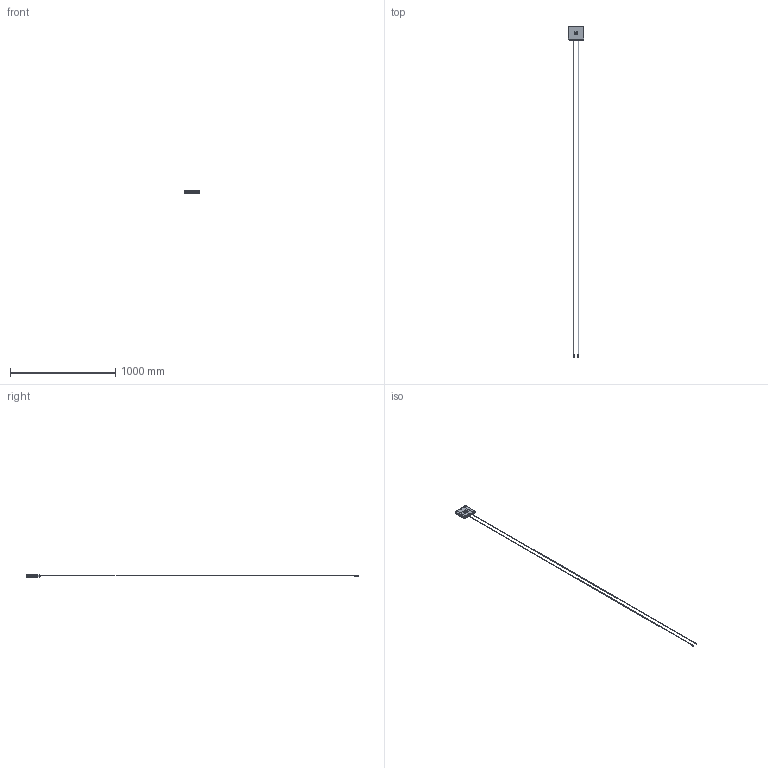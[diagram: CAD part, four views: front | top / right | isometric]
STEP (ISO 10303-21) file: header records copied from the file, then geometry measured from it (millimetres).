
FILE_DESCRIPTION (( 'STEP AP214' ), '1' );
FILE_NAME ('MA910.A.CG.001_web.STEP', '2022-03-14T15:29:14', ( '' ), ( '' ), 'SwSTEP 2.0', 'SolidWorks 2018', '' );
FILE_SCHEMA (( 'AUTOMOTIVE_DESIGN' ));
Length unit declared in the file: millimetre
Products named in the file (1): MA910.A.CG.001_web
Bounding box: 146.05 x 3149.45 x 20.11 mm (x, y, z)
Volume: 262231.1 mm3; surface area: 212055.7 mm2
Topology: 9 solids, 9 shells, 1236 faces, 3173 edges, 2029 vertices
Faces by surface type: plane 572, cone 251, bspline 167, cylinder 132, torus 114
Entity records: 60666 total; most frequent: CARTESIAN_POINT 18078, ORIENTED_EDGE 6346, DIRECTION 5545, EDGE_CURVE 3173, VERTEX_POINT 2029, AXIS2_PLACEMENT_3D 1989, LINE 1567, VECTOR 1567
